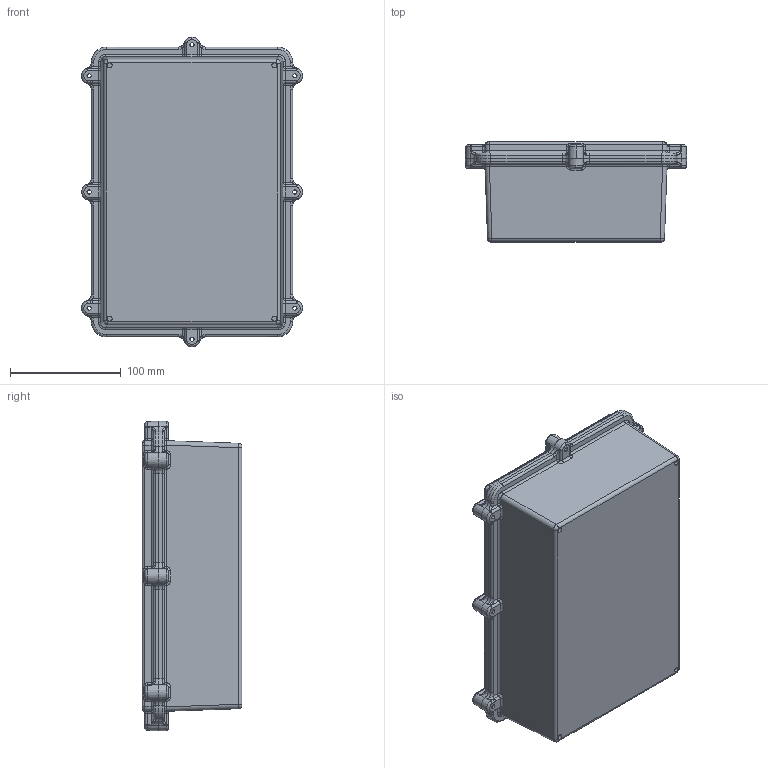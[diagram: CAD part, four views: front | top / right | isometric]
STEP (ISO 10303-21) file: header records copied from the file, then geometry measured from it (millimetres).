
FILE_DESCRIPTION (( 'STEP AP214' ), '1' );
FILE_NAME ('HQ035.STEP', '2010-03-11T01:20:45', ( 'NEF User' ), ( 'NEF User' ), 'SwSTEP 2.0', 'SolidWorks 2010', '' );
FILE_SCHEMA (( 'AUTOMOTIVE_DESIGN' ));
Length unit declared in the file: millimetre
Products named in the file (3): 240x160x55-COVER; 240X160X90-BASE; HQ035
Assembly tree (2 placements, depth 2):
  HQ035
    240X160X90-BASE
    240x160x55-COVER
Bounding box: 199.95 x 90 x 280 mm (x, y, z)
Volume: 430798.2 mm3; surface area: 345583.9 mm2
Topology: 2 solids, 2 shells, 1012 faces, 2410 edges, 1329 vertices
Faces by surface type: cylinder 378, bspline 212, plane 191, cone 87, torus 80, sphere 64
Entity records: 57713 total; most frequent: CARTESIAN_POINT 36128, ORIENTED_EDGE 4628, DIRECTION 4361, EDGE_CURVE 2314, AXIS2_PLACEMENT_3D 1754, VERTEX_POINT 1329, EDGE_LOOP 1067, FACE_OUTER_BOUND 1012
